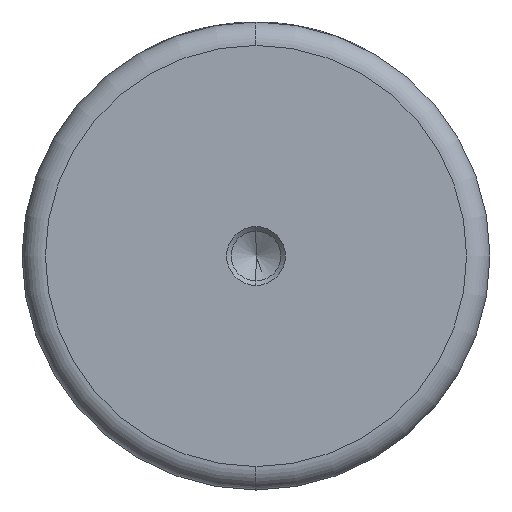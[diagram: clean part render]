
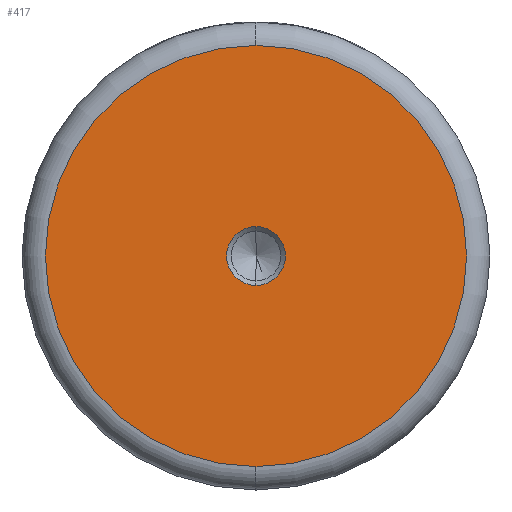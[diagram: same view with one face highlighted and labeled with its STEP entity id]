
A CAD part, left-side view. The second image highlights one B-rep face of the part: STEP entity #417.
In plain terms, the highlighted planar face has unit normal (-1, 0, 0).
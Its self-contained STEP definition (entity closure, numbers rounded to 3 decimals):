
#73 = AXIS2_PLACEMENT_3D ( 'NONE', #1086, #366, #1204 ) ;
#102 = FACE_BOUND ( 'NONE', #1231, .T. ) ;
#161 = DIRECTION ( 'NONE',  ( -1., 0., 0. ) ) ;
#221 = CARTESIAN_POINT ( 'NONE',  ( 0., 0., 0. ) ) ;
#252 = ORIENTED_EDGE ( 'NONE', *, *, #1432, .T. ) ;
#281 = ORIENTED_EDGE ( 'NONE', *, *, #918, .F. ) ;
#316 = DIRECTION ( 'NONE',  ( -1., 0., 0. ) ) ;
#323 = AXIS2_PLACEMENT_3D ( 'NONE', #651, #1490, #768 ) ;
#352 = CARTESIAN_POINT ( 'NONE',  ( 0., 0., -5.025 ) ) ;
#360 = DIRECTION ( 'NONE',  ( 0., 0., 1. ) ) ;
#366 = DIRECTION ( 'NONE',  ( -1., 0., 0. ) ) ;
#378 = VERTEX_POINT ( 'NONE', #794 ) ;
#417 = ADVANCED_FACE ( 'NONE', ( #102, #793 ), #557, .T. ) ;
#481 = AXIS2_PLACEMENT_3D ( 'NONE', #897, #161, #1018 ) ;
#557 = PLANE ( 'NONE',  #1383 ) ;
#651 = CARTESIAN_POINT ( 'NONE',  ( 0., 0., 0. ) ) ;
#680 = DIRECTION ( 'NONE',  ( 0., 0., 1. ) ) ;
#757 = VERTEX_POINT ( 'NONE', #352 ) ;
#768 = DIRECTION ( 'NONE',  ( 0., 0., 1. ) ) ;
#793 = FACE_OUTER_BOUND ( 'NONE', #922, .T. ) ;
#794 = CARTESIAN_POINT ( 'NONE',  ( 0., 0., -36. ) ) ;
#897 = CARTESIAN_POINT ( 'NONE',  ( 0., 0., 0. ) ) ;
#908 = CARTESIAN_POINT ( 'NONE',  ( 0., 0., 36. ) ) ;
#911 = CIRCLE ( 'NONE', #481, 5.025 ) ;
#918 = EDGE_CURVE ( 'NONE', #757, #923, #1388, .T. ) ;
#922 = EDGE_LOOP ( 'NONE', ( #252, #1203 ) ) ;
#923 = VERTEX_POINT ( 'NONE', #960 ) ;
#960 = CARTESIAN_POINT ( 'NONE',  ( 0., 0., 5.025 ) ) ;
#1018 = DIRECTION ( 'NONE',  ( 0., 0., 1. ) ) ;
#1023 = ORIENTED_EDGE ( 'NONE', *, *, #1485, .F. ) ;
#1062 = AXIS2_PLACEMENT_3D ( 'NONE', #221, #1080, #360 ) ;
#1080 = DIRECTION ( 'NONE',  ( -1., 0., 0. ) ) ;
#1086 = CARTESIAN_POINT ( 'NONE',  ( 0., 0., 0. ) ) ;
#1108 = EDGE_CURVE ( 'NONE', #378, #1223, #1236, .T. ) ;
#1161 = CARTESIAN_POINT ( 'NONE',  ( 0., 0., 0. ) ) ;
#1203 = ORIENTED_EDGE ( 'NONE', *, *, #1108, .T. ) ;
#1204 = DIRECTION ( 'NONE',  ( 0., 0., 1. ) ) ;
#1223 = VERTEX_POINT ( 'NONE', #908 ) ;
#1231 = EDGE_LOOP ( 'NONE', ( #1023, #281 ) ) ;
#1236 = CIRCLE ( 'NONE', #1062, 36. ) ;
#1303 = CIRCLE ( 'NONE', #323, 36. ) ;
#1383 = AXIS2_PLACEMENT_3D ( 'NONE', #1161, #316, #680 ) ;
#1388 = CIRCLE ( 'NONE', #73, 5.025 ) ;
#1432 = EDGE_CURVE ( 'NONE', #1223, #378, #1303, .T. ) ;
#1485 = EDGE_CURVE ( 'NONE', #923, #757, #911, .T. ) ;
#1490 = DIRECTION ( 'NONE',  ( -1., 0., 0. ) ) ;
